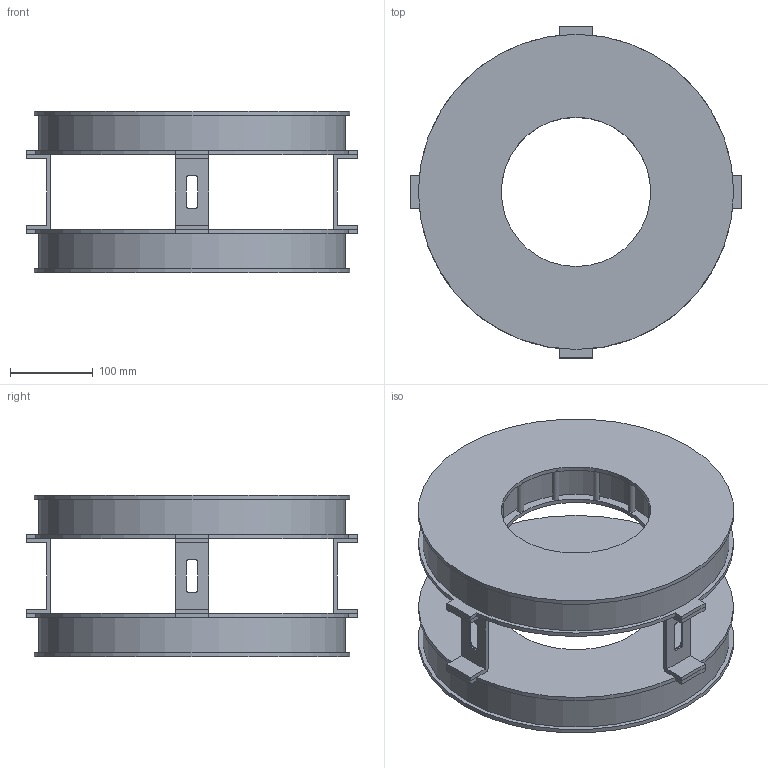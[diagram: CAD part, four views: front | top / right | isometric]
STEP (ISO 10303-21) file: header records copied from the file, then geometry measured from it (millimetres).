
FILE_DESCRIPTION(('Open CASCADE Model'),'2;1');
FILE_NAME('Open CASCADE Shape Model','2025-07-31T22:01:30',('Author'),( 'Open CASCADE'),'Open CASCADE STEP processor 7.7','Open CASCADE 7.7' ,'Unknown');
FILE_SCHEMA(('AUTOMOTIVE_DESIGN { 1 0 10303 214 1 1 1 1 }'));
Length unit declared in the file: millimetre
Products named in the file (23): e9d7e800-6e59-11f0-8504-065ea4f38ea3; Coil1; coil; coil_part; top_plate; top_plate_part; bottom_plate; bottom_plate_part; spacers; spacers_part; Coil2; bracket_1; bracket_1_part; bracket_2; bracket_2_part; bracket_3; bracket_3_part; bracket_4; bracket_4_part
Assembly tree (26 placements, depth 4):
  e9d7e800-6e59-11f0-8504-065ea4f38ea3
    Coil1
      coil
        coil_part
      top_plate
        top_plate_part
      bottom_plate
        bottom_plate_part
      spacers
        spacers_part
    Coil2
      coil
        coil_part
      top_plate
        top_plate_part
      bottom_plate
        bottom_plate_part
      spacers
        spacers_part
    bracket_1
      bracket_1_part
    bracket_2
      bracket_2_part
    bracket_3
      bracket_3_part
    bracket_4
      bracket_4_part
Bounding box: 400 x 400 x 195 mm (x, y, z)
Volume: 8398522.7 mm3; surface area: 1281169.7 mm2
Topology: 34 solids, 34 shells, 238 faces, 478 edges, 308 vertices
Faces by surface type: plane 140, cylinder 82, torus 16
Full cylindrical faces by diameter (mm): 8 x24, 180 x4, 200 x2, 370 x2, 380 x2
Entity records: 10337 total; most frequent: CARTESIAN_POINT 1789, DIRECTION 1631, LINE 893, VECTOR 893, ORIENTED_EDGE 758, PCURVE 758, DEFINITIONAL_REPRESENTATION 758, EDGE_CURVE 379
